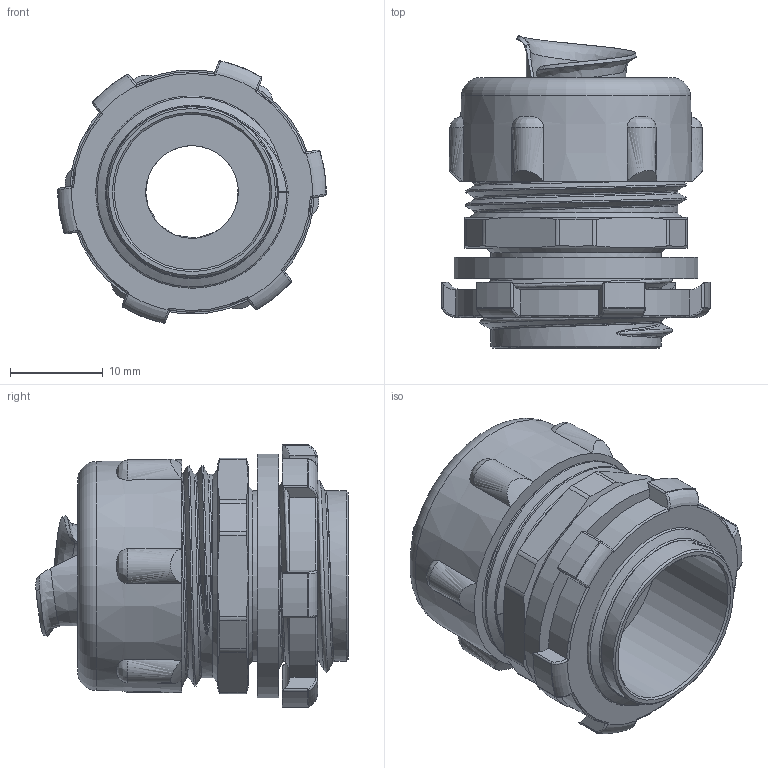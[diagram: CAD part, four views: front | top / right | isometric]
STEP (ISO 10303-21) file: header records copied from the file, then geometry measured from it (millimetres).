
FILE_DESCRIPTION(/* description */ (''),/* implementation_level */ '2;1');
FILE_NAME(/* name */ '',/* time_stamp */ '2025-06-20T15:47:10+07:00',/* author */ ('zeta-82'),/* organization */ (''),/* preprocessor_version */ 'ST-DEVELOPER v19.2',/* originating_system */ 'Autodesk Inventor 2024',/* authorisation */ '');
FILE_SCHEMA (('AUTOMOTIVE_DESIGN { 1 0 10303 214 3 1 1 }'));
Length unit declared in the file: millimetre
Products named in the file (1): ЗЭТА.105.310.000-03 РКН-
12
Bounding box: 29 x 33.72 x 28.33 mm (x, y, z)
Volume: 8021.5 mm3; surface area: 7276.8 mm2
Topology: 1 solids, 1 shells, 261 faces, 659 edges, 404 vertices
Faces by surface type: bspline 99, cylinder 56, plane 44, torus 27, cone 23, sphere 12
Full cylindrical faces by diameter (mm): 10 x1, 10.8 x1, 15 x1, 16.8 x1, 17.6 x1, 18.432 x5, 18.631 x1, 20.2 x1, 21.96 x1, 23.8 x1, 26.4 x1
Entity records: 15057 total; most frequent: CARTESIAN_POINT 9431, ORIENTED_EDGE 1314, DIRECTION 789, EDGE_CURVE 657, VERTEX_POINT 404, AXIS2_PLACEMENT_3D 351, B_SPLINE_CURVE_WITH_KNOTS 346, EDGE_LOOP 273
